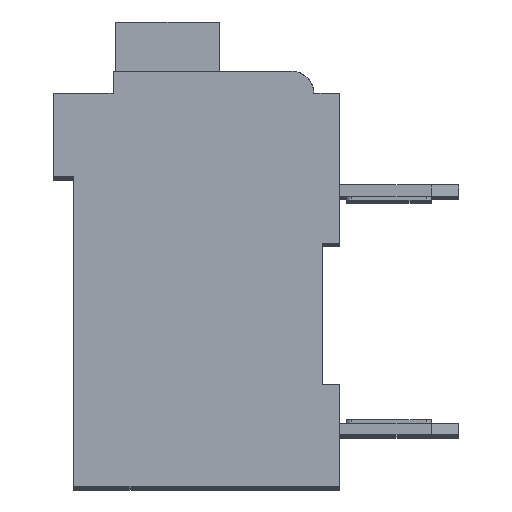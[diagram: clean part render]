
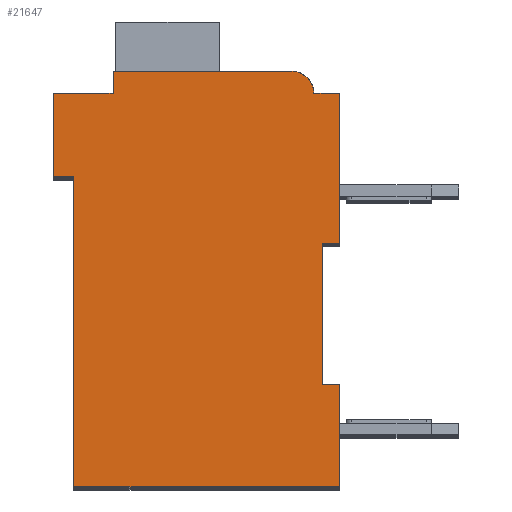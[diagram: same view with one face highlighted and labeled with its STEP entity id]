
A CAD part, top view. The second image highlights one B-rep face of the part: STEP entity #21647.
In plain terms, the highlighted planar face has unit normal (0, 0, 1).
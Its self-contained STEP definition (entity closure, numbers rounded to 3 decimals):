
#3926=DIRECTION('',(1.,0.,0.));
#3927=VECTOR('',#3926,0.5);
#3928=CARTESIAN_POINT('',(7.3,7.15,2.1));
#3929=LINE('',#3928,#3927);
#3930=DIRECTION('',(0.,1.,0.));
#3931=VECTOR('',#3930,4.15);
#3932=CARTESIAN_POINT('',(7.3,3.,2.1));
#3933=LINE('',#3932,#3931);
#3934=DIRECTION('',(-1.,0.,0.));
#3935=VECTOR('',#3934,0.5);
#3936=CARTESIAN_POINT('',(7.8,3.,2.1));
#3937=LINE('',#3936,#3935);
#3938=DIRECTION('',(0.,1.,0.));
#3939=VECTOR('',#3938,3.);
#3940=CARTESIAN_POINT('',(7.8,0.,2.1));
#3941=LINE('',#3940,#3939);
#3942=DIRECTION('',(1.,0.,0.));
#3943=VECTOR('',#3942,7.8);
#3944=CARTESIAN_POINT('',(0.,0.,2.1));
#3945=LINE('',#3944,#3943);
#3946=DIRECTION('',(0.,-1.,0.));
#3947=VECTOR('',#3946,9.1);
#3948=CARTESIAN_POINT('',(0.,9.1,2.1));
#3949=LINE('',#3948,#3947);
#3950=DIRECTION('',(1.,0.,0.));
#3951=VECTOR('',#3950,0.6);
#3952=CARTESIAN_POINT('',(-0.6,9.1,2.1));
#3953=LINE('',#3952,#3951);
#3954=DIRECTION('',(0.,-1.,0.));
#3955=VECTOR('',#3954,2.45);
#3956=CARTESIAN_POINT('',(-0.6,11.55,2.1));
#3957=LINE('',#3956,#3955);
#3958=DIRECTION('',(-1.,0.,0.));
#3959=VECTOR('',#3958,1.75);
#3960=CARTESIAN_POINT('',(1.15,11.55,2.1));
#3961=LINE('',#3960,#3959);
#3962=DIRECTION('',(0.,-1.,0.));
#3963=VECTOR('',#3962,0.65);
#3964=CARTESIAN_POINT('',(1.15,12.2,2.1));
#3965=LINE('',#3964,#3963);
#3966=DIRECTION('',(-1.,0.,0.));
#3967=VECTOR('',#3966,5.25);
#3968=CARTESIAN_POINT('',(6.4,12.2,2.1));
#3969=LINE('',#3968,#3967);
#3970=CARTESIAN_POINT('',(6.4,11.55,2.1));
#3971=DIRECTION('',(0.,0.,1.));
#3972=DIRECTION('',(1.,0.,0.));
#3973=AXIS2_PLACEMENT_3D('',#3970,#3971,#3972);
#3975=DIRECTION('',(-1.,0.,0.));
#3976=VECTOR('',#3975,0.75);
#3977=CARTESIAN_POINT('',(7.8,11.55,2.1));
#3978=LINE('',#3977,#3976);
#3979=DIRECTION('',(0.,1.,0.));
#3980=VECTOR('',#3979,4.4);
#3981=CARTESIAN_POINT('',(7.8,7.15,2.1));
#3982=LINE('',#3981,#3980);
#14011=CARTESIAN_POINT('',(7.3,7.15,2.1));
#14012=CARTESIAN_POINT('',(7.8,7.15,2.1));
#14013=VERTEX_POINT('',#14011);
#14014=VERTEX_POINT('',#14012);
#14015=CARTESIAN_POINT('',(7.8,11.55,2.1));
#14016=VERTEX_POINT('',#14015);
#14017=CARTESIAN_POINT('',(7.05,11.55,2.1));
#14018=VERTEX_POINT('',#14017);
#14019=CARTESIAN_POINT('',(6.4,12.2,2.1));
#14020=VERTEX_POINT('',#14019);
#14021=CARTESIAN_POINT('',(1.15,12.2,2.1));
#14022=VERTEX_POINT('',#14021);
#14023=CARTESIAN_POINT('',(1.15,11.55,2.1));
#14024=VERTEX_POINT('',#14023);
#14025=CARTESIAN_POINT('',(-0.6,11.55,2.1));
#14026=VERTEX_POINT('',#14025);
#14027=CARTESIAN_POINT('',(-0.6,9.1,2.1));
#14028=VERTEX_POINT('',#14027);
#14029=CARTESIAN_POINT('',(0.,9.1,2.1));
#14030=VERTEX_POINT('',#14029);
#14031=CARTESIAN_POINT('',(0.,0.,2.1));
#14032=VERTEX_POINT('',#14031);
#14033=CARTESIAN_POINT('',(7.8,0.,2.1));
#14034=VERTEX_POINT('',#14033);
#14035=CARTESIAN_POINT('',(7.8,3.,2.1));
#14036=VERTEX_POINT('',#14035);
#14037=CARTESIAN_POINT('',(7.3,3.,2.1));
#14038=VERTEX_POINT('',#14037);
#21623=CARTESIAN_POINT('',(0.,0.,2.1));
#21624=DIRECTION('',(0.,0.,1.));
#21625=DIRECTION('',(1.,0.,0.));
#21626=AXIS2_PLACEMENT_3D('',#21623,#21624,#21625);
#21627=PLANE('',#21626);
#21628=ORIENTED_EDGE('',*,*,#18404,.F.);
#21629=ORIENTED_EDGE('',*,*,#19112,.F.);
#21631=ORIENTED_EDGE('',*,*,#21630,.F.);
#21633=ORIENTED_EDGE('',*,*,#21632,.F.);
#21635=ORIENTED_EDGE('',*,*,#21634,.F.);
#21636=ORIENTED_EDGE('',*,*,#19664,.F.);
#21637=ORIENTED_EDGE('',*,*,#19808,.F.);
#21638=ORIENTED_EDGE('',*,*,#20067,.F.);
#21639=ORIENTED_EDGE('',*,*,#20331,.F.);
#21640=ORIENTED_EDGE('',*,*,#20400,.F.);
#21641=ORIENTED_EDGE('',*,*,#20795,.F.);
#21642=ORIENTED_EDGE('',*,*,#21383,.F.);
#21643=ORIENTED_EDGE('',*,*,#21239,.F.);
#21644=ORIENTED_EDGE('',*,*,#18788,.F.);
#21645=EDGE_LOOP('',(#21628,#21629,#21631,#21633,#21635,#21636,#21637,#21638,
#21639,#21640,#21641,#21642,#21643,#21644));
#21646=FACE_OUTER_BOUND('',#21645,.F.);
#3974=CIRCLE('',#3973,0.65);
#18404=EDGE_CURVE('',#14013,#14014,#3929,.T.);
#18788=EDGE_CURVE('',#14014,#14016,#3982,.T.);
#19112=EDGE_CURVE('',#14038,#14013,#3933,.T.);
#19664=EDGE_CURVE('',#14030,#14032,#3949,.T.);
#19808=EDGE_CURVE('',#14028,#14030,#3953,.T.);
#20067=EDGE_CURVE('',#14026,#14028,#3957,.T.);
#20331=EDGE_CURVE('',#14024,#14026,#3961,.T.);
#20400=EDGE_CURVE('',#14022,#14024,#3965,.T.);
#20795=EDGE_CURVE('',#14020,#14022,#3969,.T.);
#21239=EDGE_CURVE('',#14016,#14018,#3978,.T.);
#21383=EDGE_CURVE('',#14018,#14020,#3974,.T.);
#21630=EDGE_CURVE('',#14036,#14038,#3937,.T.);
#21632=EDGE_CURVE('',#14034,#14036,#3941,.T.);
#21634=EDGE_CURVE('',#14032,#14034,#3945,.T.);
#21647=ADVANCED_FACE('',(#21646),#21627,.T.);
